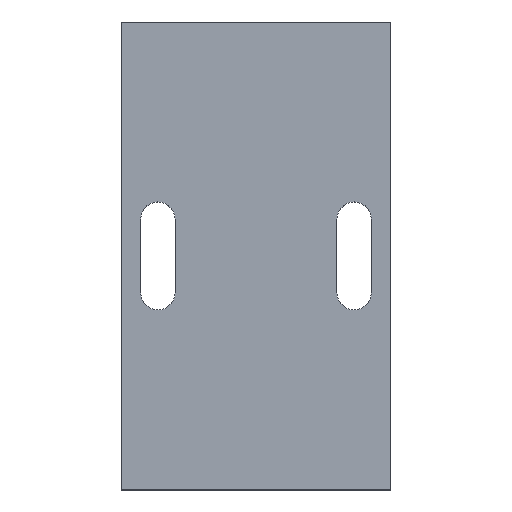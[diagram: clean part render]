
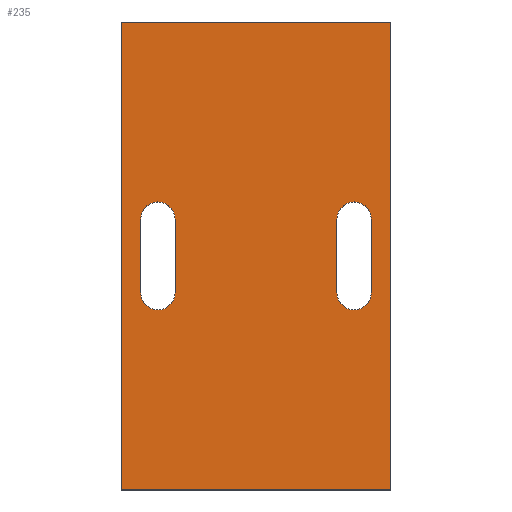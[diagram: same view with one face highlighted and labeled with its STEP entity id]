
A CAD part, top view. The second image highlights one B-rep face of the part: STEP entity #235.
In plain terms, the highlighted planar face has unit normal (0, 0, 1).
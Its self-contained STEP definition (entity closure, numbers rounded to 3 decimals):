
#159=AXIS2_PLACEMENT_3D('Plane Axis2P3D',#156,#157,#158) ;
#169=AXIS2_PLACEMENT_3D('Circle Axis2P3D',#167,#168,$) ;
#185=AXIS2_PLACEMENT_3D('Circle Axis2P3D',#183,#184,$) ;
#212=AXIS2_PLACEMENT_3D('Circle Axis2P3D',#210,#211,$) ;
#226=AXIS2_PLACEMENT_3D('Circle Axis2P3D',#224,#225,$) ;
#43=CARTESIAN_POINT('Vertex',(0.,26.,0.6)) ;
#57=CARTESIAN_POINT('Vertex',(0.,0.,0.6)) ;
#60=CARTESIAN_POINT('Line Origine',(0.,13.,0.6)) ;
#88=CARTESIAN_POINT('Vertex',(15.,0.,0.6)) ;
#91=CARTESIAN_POINT('Line Origine',(7.5,0.,0.6)) ;
#119=CARTESIAN_POINT('Vertex',(15.,26.,0.6)) ;
#122=CARTESIAN_POINT('Line Origine',(15.,13.,0.6)) ;
#144=CARTESIAN_POINT('Line Origine',(7.5,26.,0.6)) ;
#156=CARTESIAN_POINT('Axis2P3D Location',(7.5,13.,0.6)) ;
#167=CARTESIAN_POINT('Axis2P3D Location',(12.95,15.05,0.6)) ;
#171=CARTESIAN_POINT('Vertex',(13.9,15.05,0.6)) ;
#173=CARTESIAN_POINT('Vertex',(12.,15.05,0.6)) ;
#176=CARTESIAN_POINT('Line Origine',(13.9,13.,0.6)) ;
#180=CARTESIAN_POINT('Vertex',(13.9,10.95,0.6)) ;
#183=CARTESIAN_POINT('Axis2P3D Location',(12.95,10.95,0.6)) ;
#187=CARTESIAN_POINT('Vertex',(12.,10.95,0.6)) ;
#190=CARTESIAN_POINT('Line Origine',(12.,13.,0.6)) ;
#201=CARTESIAN_POINT('Line Origine',(1.1,13.,0.6)) ;
#205=CARTESIAN_POINT('Vertex',(1.1,15.05,0.6)) ;
#207=CARTESIAN_POINT('Vertex',(1.1,10.95,0.6)) ;
#210=CARTESIAN_POINT('Axis2P3D Location',(2.05,15.05,0.6)) ;
#214=CARTESIAN_POINT('Vertex',(3.,15.05,0.6)) ;
#217=CARTESIAN_POINT('Line Origine',(3.,13.,0.6)) ;
#221=CARTESIAN_POINT('Vertex',(3.,10.95,0.6)) ;
#224=CARTESIAN_POINT('Axis2P3D Location',(2.05,10.95,0.6)) ;
#61=DIRECTION('Vector Direction',(0.,-1.,0.)) ;
#92=DIRECTION('Vector Direction',(-1.,0.,0.)) ;
#123=DIRECTION('Vector Direction',(0.,1.,0.)) ;
#145=DIRECTION('Vector Direction',(1.,0.,0.)) ;
#157=DIRECTION('Axis2P3D Direction',(0.,0.,1.)) ;
#158=DIRECTION('Axis2P3D XDirection',(1.,0.,0.)) ;
#168=DIRECTION('Axis2P3D Direction',(0.,0.,1.)) ;
#177=DIRECTION('Vector Direction',(0.,-1.,0.)) ;
#184=DIRECTION('Axis2P3D Direction',(0.,0.,1.)) ;
#191=DIRECTION('Vector Direction',(0.,1.,0.)) ;
#202=DIRECTION('Vector Direction',(0.,-1.,0.)) ;
#211=DIRECTION('Axis2P3D Direction',(0.,0.,1.)) ;
#218=DIRECTION('Vector Direction',(0.,1.,0.)) ;
#225=DIRECTION('Axis2P3D Direction',(0.,0.,1.)) ;
#62=VECTOR('Line Direction',#61,1.) ;
#93=VECTOR('Line Direction',#92,1.) ;
#124=VECTOR('Line Direction',#123,1.) ;
#146=VECTOR('Line Direction',#145,1.) ;
#178=VECTOR('Line Direction',#177,1.) ;
#192=VECTOR('Line Direction',#191,1.) ;
#203=VECTOR('Line Direction',#202,1.) ;
#219=VECTOR('Line Direction',#218,1.) ;
#162=ORIENTED_EDGE('',*,*,#64,.T.) ;
#163=ORIENTED_EDGE('',*,*,#95,.T.) ;
#164=ORIENTED_EDGE('',*,*,#126,.T.) ;
#165=ORIENTED_EDGE('',*,*,#148,.T.) ;
#196=ORIENTED_EDGE('',*,*,#175,.F.) ;
#197=ORIENTED_EDGE('',*,*,#182,.F.) ;
#198=ORIENTED_EDGE('',*,*,#189,.F.) ;
#199=ORIENTED_EDGE('',*,*,#194,.F.) ;
#230=ORIENTED_EDGE('',*,*,#209,.F.) ;
#231=ORIENTED_EDGE('',*,*,#216,.F.) ;
#232=ORIENTED_EDGE('',*,*,#223,.F.) ;
#233=ORIENTED_EDGE('',*,*,#228,.F.) ;
#200=FACE_BOUND('',#195,.T.) ;
#234=FACE_BOUND('',#229,.T.) ;
#235=ADVANCED_FACE('S3D positioniert',(#166,#200,#234),#160,.T.) ;
#170=CIRCLE('generated circle',#169,0.95) ;
#186=CIRCLE('generated circle',#185,0.95) ;
#213=CIRCLE('generated circle',#212,0.95) ;
#227=CIRCLE('generated circle',#226,0.95) ;
#64=EDGE_CURVE('',#44,#58,#63,.T.) ;
#95=EDGE_CURVE('',#58,#89,#94,.F.) ;
#126=EDGE_CURVE('',#89,#120,#125,.T.) ;
#148=EDGE_CURVE('',#120,#44,#147,.F.) ;
#175=EDGE_CURVE('',#172,#174,#170,.T.) ;
#182=EDGE_CURVE('',#181,#172,#179,.F.) ;
#189=EDGE_CURVE('',#188,#181,#186,.T.) ;
#194=EDGE_CURVE('',#174,#188,#193,.F.) ;
#209=EDGE_CURVE('',#206,#208,#204,.T.) ;
#216=EDGE_CURVE('',#215,#206,#213,.T.) ;
#223=EDGE_CURVE('',#222,#215,#220,.T.) ;
#228=EDGE_CURVE('',#208,#222,#227,.T.) ;
#161=EDGE_LOOP('',(#162,#163,#164,#165)) ;
#195=EDGE_LOOP('',(#196,#197,#198,#199)) ;
#229=EDGE_LOOP('',(#230,#231,#232,#233)) ;
#166=FACE_OUTER_BOUND('',#161,.T.) ;
#63=LINE('Line',#60,#62) ;
#94=LINE('Line',#91,#93) ;
#125=LINE('Line',#122,#124) ;
#147=LINE('Line',#144,#146) ;
#179=LINE('Line',#176,#178) ;
#193=LINE('Line',#190,#192) ;
#204=LINE('Line',#201,#203) ;
#220=LINE('Line',#217,#219) ;
#160=PLANE('',#159) ;
#44=VERTEX_POINT('',#43) ;
#58=VERTEX_POINT('',#57) ;
#89=VERTEX_POINT('',#88) ;
#120=VERTEX_POINT('',#119) ;
#172=VERTEX_POINT('',#171) ;
#174=VERTEX_POINT('',#173) ;
#181=VERTEX_POINT('',#180) ;
#188=VERTEX_POINT('',#187) ;
#206=VERTEX_POINT('',#205) ;
#208=VERTEX_POINT('',#207) ;
#215=VERTEX_POINT('',#214) ;
#222=VERTEX_POINT('',#221) ;
